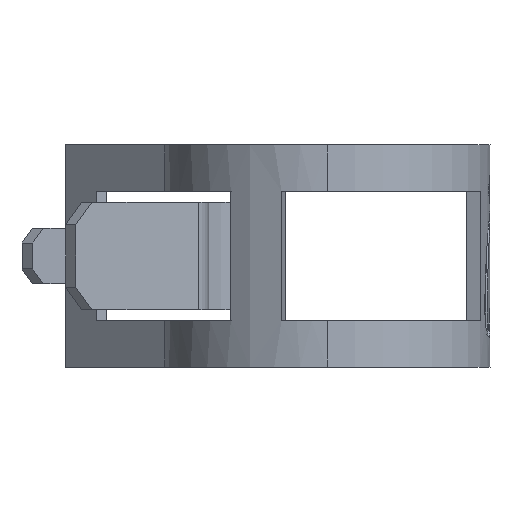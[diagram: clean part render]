
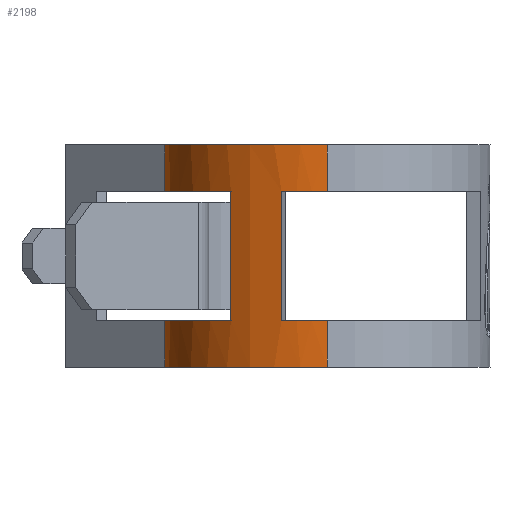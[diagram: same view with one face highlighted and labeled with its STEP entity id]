
A CAD part, left-side view. The second image highlights one B-rep face of the part: STEP entity #2198.
In plain terms, the highlighted cylindrical face has radius 8.8 mm (diameter 17.6 mm), a partial arc.
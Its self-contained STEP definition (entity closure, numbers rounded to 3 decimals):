
#37 = VERTEX_POINT ( 'NONE', #964 ) ;
#145 = DIRECTION ( 'NONE',  ( 0., 0., 1. ) ) ;
#330 = CIRCLE ( 'NONE', #5194, 8.8 ) ;
#369 = CARTESIAN_POINT ( 'NONE',  ( 0., 0., 3.5 ) ) ;
#384 = CARTESIAN_POINT ( 'NONE',  ( 4.814, 7.367, 6. ) ) ;
#407 = ORIENTED_EDGE ( 'NONE', *, *, #6046, .T. ) ;
#469 = VERTEX_POINT ( 'NONE', #384 ) ;
#588 = DIRECTION ( 'NONE',  ( -1., 0., 0. ) ) ;
#651 = EDGE_CURVE ( 'NONE', #2534, #37, #3720, .T. ) ;
#667 = DIRECTION ( 'NONE',  ( 0., 0., -1. ) ) ;
#755 = LINE ( 'NONE', #1259, #5906 ) ;
#759 = DIRECTION ( 'NONE',  ( 0., 0., 1. ) ) ;
#801 = CIRCLE ( 'NONE', #4488, 8.8 ) ;
#893 = ORIENTED_EDGE ( 'NONE', *, *, #4035, .T. ) ;
#911 = EDGE_CURVE ( 'NONE', #3468, #2110, #1897, .T. ) ;
#912 = DIRECTION ( 'NONE',  ( 1., 0., 0. ) ) ;
#962 = VERTEX_POINT ( 'NONE', #1737 ) ;
#963 = DIRECTION ( 'NONE',  ( 1., 0., 0. ) ) ;
#964 = CARTESIAN_POINT ( 'NONE',  ( -7.097, 5.204, 3.5 ) ) ;
#984 = EDGE_CURVE ( 'NONE', #1588, #4986, #801, .T. ) ;
#992 = VECTOR ( 'NONE', #667, 1000. ) ;
#1115 = CARTESIAN_POINT ( 'NONE',  ( -8.448, 2.463, 3.5 ) ) ;
#1159 = VERTEX_POINT ( 'NONE', #3172 ) ;
#1200 = CIRCLE ( 'NONE', #1992, 8.8 ) ;
#1201 = DIRECTION ( 'NONE',  ( 1., 0., 0. ) ) ;
#1237 = VECTOR ( 'NONE', #2334, 1000. ) ;
#1259 = CARTESIAN_POINT ( 'NONE',  ( -8.448, 2.463, 6. ) ) ;
#1270 = CARTESIAN_POINT ( 'NONE',  ( 4.814, 7.367, -3.5 ) ) ;
#1366 = ORIENTED_EDGE ( 'NONE', *, *, #984, .F. ) ;
#1384 = LINE ( 'NONE', #1880, #5164 ) ;
#1398 = DIRECTION ( 'NONE',  ( 0., 0., -1. ) ) ;
#1465 = ORIENTED_EDGE ( 'NONE', *, *, #4041, .F. ) ;
#1544 = CARTESIAN_POINT ( 'NONE',  ( -8.8, 0., 6. ) ) ;
#1556 = CARTESIAN_POINT ( 'NONE',  ( -7.097, 5.204, -3.5 ) ) ;
#1588 = VERTEX_POINT ( 'NONE', #1612 ) ;
#1606 = ORIENTED_EDGE ( 'NONE', *, *, #911, .T. ) ;
#1612 = CARTESIAN_POINT ( 'NONE',  ( -8.448, 2.463, -3.5 ) ) ;
#1737 = CARTESIAN_POINT ( 'NONE',  ( -8.8, 0., 6. ) ) ;
#1880 = CARTESIAN_POINT ( 'NONE',  ( -8.8, 0., 6. ) ) ;
#1897 = CIRCLE ( 'NONE', #2786, 8.8 ) ;
#1992 = AXIS2_PLACEMENT_3D ( 'NONE', #369, #5100, #963 ) ;
#2060 = ORIENTED_EDGE ( 'NONE', *, *, #5516, .T. ) ;
#2071 = CARTESIAN_POINT ( 'NONE',  ( -8.8, 0., -3.5 ) ) ;
#2110 = VERTEX_POINT ( 'NONE', #3706 ) ;
#2198 = ADVANCED_FACE ( 'NONE', ( #2463 ), #5382, .T. ) ;
#2220 = AXIS2_PLACEMENT_3D ( 'NONE', #2560, #4359, #588 ) ;
#2226 = DIRECTION ( 'NONE',  ( 1., 0., 0. ) ) ;
#2301 = VERTEX_POINT ( 'NONE', #4822 ) ;
#2318 = ORIENTED_EDGE ( 'NONE', *, *, #651, .F. ) ;
#2334 = DIRECTION ( 'NONE',  ( 0., 0., -1. ) ) ;
#2463 = FACE_OUTER_BOUND ( 'NONE', #3884, .T. ) ;
#2534 = VERTEX_POINT ( 'NONE', #1556 ) ;
#2560 = CARTESIAN_POINT ( 'NONE',  ( 0., 0., 6. ) ) ;
#2595 = DIRECTION ( 'NONE',  ( 1., 0., 0. ) ) ;
#2674 = VERTEX_POINT ( 'NONE', #1270 ) ;
#2694 = ORIENTED_EDGE ( 'NONE', *, *, #4335, .F. ) ;
#2764 = CARTESIAN_POINT ( 'NONE',  ( 4.814, 7.367, 6. ) ) ;
#2778 = EDGE_CURVE ( 'NONE', #469, #962, #3396, .T. ) ;
#2786 = AXIS2_PLACEMENT_3D ( 'NONE', #4558, #759, #1201 ) ;
#2904 = DIRECTION ( 'NONE',  ( 0., 0., 1. ) ) ;
#2936 = LINE ( 'NONE', #1544, #992 ) ;
#3172 = CARTESIAN_POINT ( 'NONE',  ( 4.814, 7.367, 3.5 ) ) ;
#3396 = CIRCLE ( 'NONE', #5589, 8.8 ) ;
#3468 = VERTEX_POINT ( 'NONE', #1115 ) ;
#3640 = CARTESIAN_POINT ( 'NONE',  ( 0., 0., -3.5 ) ) ;
#3706 = CARTESIAN_POINT ( 'NONE',  ( -8.8, 0., 3.5 ) ) ;
#3720 = LINE ( 'NONE', #3839, #5878 ) ;
#3834 = ORIENTED_EDGE ( 'NONE', *, *, #4535, .T. ) ;
#3839 = CARTESIAN_POINT ( 'NONE',  ( -7.097, 5.204, 6. ) ) ;
#3843 = ORIENTED_EDGE ( 'NONE', *, *, #4969, .F. ) ;
#3884 = EDGE_LOOP ( 'NONE', ( #3843, #5559, #407, #2060, #2318, #2694, #3834, #893, #5328, #1366, #1465, #1606 ) ) ;
#3930 = DIRECTION ( 'NONE',  ( 0., 0., 1. ) ) ;
#4035 = EDGE_CURVE ( 'NONE', #2301, #4929, #5299, .T. ) ;
#4041 = EDGE_CURVE ( 'NONE', #3468, #1588, #755, .T. ) ;
#4314 = DIRECTION ( 'NONE',  ( 1., 0., 0. ) ) ;
#4335 = EDGE_CURVE ( 'NONE', #2674, #2534, #330, .T. ) ;
#4359 = DIRECTION ( 'NONE',  ( 0., 0., -1. ) ) ;
#4468 = CARTESIAN_POINT ( 'NONE',  ( -8.8, 0., -6. ) ) ;
#4488 = AXIS2_PLACEMENT_3D ( 'NONE', #5641, #4646, #912 ) ;
#4535 = EDGE_CURVE ( 'NONE', #2674, #2301, #5601, .T. ) ;
#4558 = CARTESIAN_POINT ( 'NONE',  ( 0., 0., 3.5 ) ) ;
#4645 = DIRECTION ( 'NONE',  ( 0., 0., -1. ) ) ;
#4646 = DIRECTION ( 'NONE',  ( 0., 0., 1. ) ) ;
#4688 = LINE ( 'NONE', #6121, #5069 ) ;
#4822 = CARTESIAN_POINT ( 'NONE',  ( 4.814, 7.367, -6. ) ) ;
#4863 = CARTESIAN_POINT ( 'NONE',  ( 0., 0., -6. ) ) ;
#4929 = VERTEX_POINT ( 'NONE', #4468 ) ;
#4969 = EDGE_CURVE ( 'NONE', #962, #2110, #2936, .T. ) ;
#4986 = VERTEX_POINT ( 'NONE', #2071 ) ;
#5069 = VECTOR ( 'NONE', #1398, 1000. ) ;
#5100 = DIRECTION ( 'NONE',  ( 0., 0., 1. ) ) ;
#5164 = VECTOR ( 'NONE', #4645, 1000. ) ;
#5194 = AXIS2_PLACEMENT_3D ( 'NONE', #3640, #5448, #2595 ) ;
#5242 = EDGE_CURVE ( 'NONE', #4986, #4929, #1384, .T. ) ;
#5299 = CIRCLE ( 'NONE', #6100, 8.8 ) ;
#5328 = ORIENTED_EDGE ( 'NONE', *, *, #5242, .F. ) ;
#5336 = CARTESIAN_POINT ( 'NONE',  ( 0., 0., 6. ) ) ;
#5382 = CYLINDRICAL_SURFACE ( 'NONE', #2220, 8.8 ) ;
#5448 = DIRECTION ( 'NONE',  ( 0., 0., 1. ) ) ;
#5516 = EDGE_CURVE ( 'NONE', #1159, #37, #1200, .T. ) ;
#5559 = ORIENTED_EDGE ( 'NONE', *, *, #2778, .F. ) ;
#5589 = AXIS2_PLACEMENT_3D ( 'NONE', #5336, #145, #4314 ) ;
#5601 = LINE ( 'NONE', #2764, #1237 ) ;
#5641 = CARTESIAN_POINT ( 'NONE',  ( 0., 0., -3.5 ) ) ;
#5878 = VECTOR ( 'NONE', #2904, 1000. ) ;
#5898 = DIRECTION ( 'NONE',  ( 0., 0., -1. ) ) ;
#5906 = VECTOR ( 'NONE', #5898, 1000. ) ;
#6046 = EDGE_CURVE ( 'NONE', #469, #1159, #4688, .T. ) ;
#6100 = AXIS2_PLACEMENT_3D ( 'NONE', #4863, #3930, #2226 ) ;
#6121 = CARTESIAN_POINT ( 'NONE',  ( 4.814, 7.367, 6. ) ) ;
